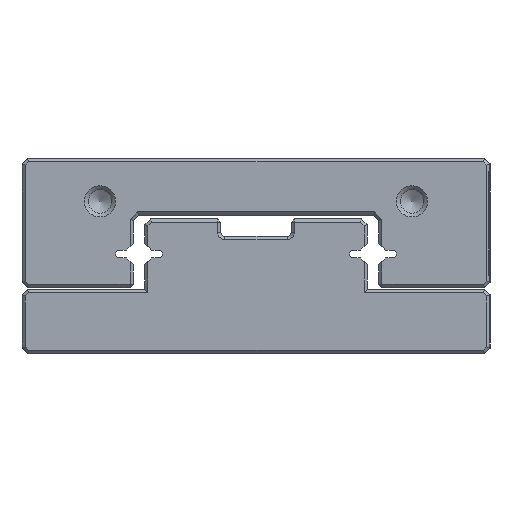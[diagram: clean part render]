
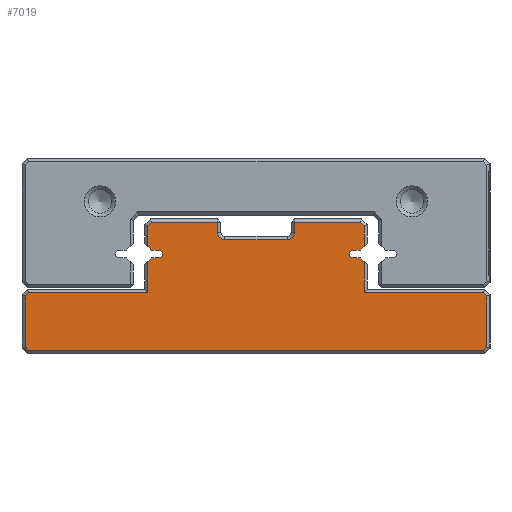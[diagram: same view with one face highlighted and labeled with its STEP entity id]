
A CAD part, left-side view. The second image highlights one B-rep face of the part: STEP entity #7019.
In plain terms, the highlighted planar face has unit normal (-1, 0, 0).
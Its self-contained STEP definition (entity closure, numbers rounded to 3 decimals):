
#6409=CIRCLE('',#34631,0.5);
#6415=CIRCLE('',#34651,0.5);
#6423=CIRCLE('',#34665,0.9);
#6424=CIRCLE('',#34666,0.9);
#7019=ADVANCED_FACE('',(#10128),#8875,.T.);
#8875=PLANE('',#34667);
#10128=FACE_OUTER_BOUND('',#11448,.T.);
#11448=EDGE_LOOP('',(#14225,#14226,#14227,#14228,#14229,#14230,#14231,#14232,
#14233,#14234,#14235,#14236,#14237,#14238,#14239,#14240,#14241,#14242,#14243,
#14244,#14245,#14246,#14247,#14248,#14249,#14250,#14251,#14252,#14253,#14254,
#14255,#14256));
#14225=ORIENTED_EDGE('',*,*,#24844,.F.);
#14226=ORIENTED_EDGE('',*,*,#24892,.T.);
#14227=ORIENTED_EDGE('',*,*,#24893,.T.);
#14228=ORIENTED_EDGE('',*,*,#24894,.T.);
#14229=ORIENTED_EDGE('',*,*,#24895,.T.);
#14230=ORIENTED_EDGE('',*,*,#24896,.T.);
#14231=ORIENTED_EDGE('',*,*,#24897,.T.);
#14232=ORIENTED_EDGE('',*,*,#24898,.T.);
#14233=ORIENTED_EDGE('',*,*,#24899,.T.);
#14234=ORIENTED_EDGE('',*,*,#24900,.T.);
#14235=ORIENTED_EDGE('',*,*,#24901,.T.);
#14236=ORIENTED_EDGE('',*,*,#24902,.T.);
#14237=ORIENTED_EDGE('',*,*,#24808,.F.);
#14238=ORIENTED_EDGE('',*,*,#24802,.F.);
#14239=ORIENTED_EDGE('',*,*,#24799,.F.);
#14240=ORIENTED_EDGE('',*,*,#24796,.F.);
#14241=ORIENTED_EDGE('',*,*,#24794,.F.);
#14242=ORIENTED_EDGE('',*,*,#24903,.T.);
#14243=ORIENTED_EDGE('',*,*,#24904,.T.);
#14244=ORIENTED_EDGE('',*,*,#24905,.T.);
#14245=ORIENTED_EDGE('',*,*,#24906,.T.);
#14246=ORIENTED_EDGE('',*,*,#24907,.T.);
#14247=ORIENTED_EDGE('',*,*,#24908,.T.);
#14248=ORIENTED_EDGE('',*,*,#24909,.T.);
#14249=ORIENTED_EDGE('',*,*,#24910,.T.);
#14250=ORIENTED_EDGE('',*,*,#24911,.T.);
#14251=ORIENTED_EDGE('',*,*,#24912,.T.);
#14252=ORIENTED_EDGE('',*,*,#24913,.T.);
#14253=ORIENTED_EDGE('',*,*,#24858,.F.);
#14254=ORIENTED_EDGE('',*,*,#24852,.F.);
#14255=ORIENTED_EDGE('',*,*,#24849,.F.);
#14256=ORIENTED_EDGE('',*,*,#24846,.F.);
#21983=VERTEX_POINT('',#44601);
#21984=VERTEX_POINT('',#44603);
#21985=VERTEX_POINT('',#44607);
#21987=VERTEX_POINT('',#44613);
#21989=VERTEX_POINT('',#44619);
#21994=VERTEX_POINT('',#44631);
#22023=VERTEX_POINT('',#44705);
#22024=VERTEX_POINT('',#44707);
#22025=VERTEX_POINT('',#44711);
#22027=VERTEX_POINT('',#44717);
#22029=VERTEX_POINT('',#44723);
#22034=VERTEX_POINT('',#44735);
#22063=VERTEX_POINT('',#44802);
#22064=VERTEX_POINT('',#44804);
#22065=VERTEX_POINT('',#44806);
#22066=VERTEX_POINT('',#44808);
#22067=VERTEX_POINT('',#44810);
#22068=VERTEX_POINT('',#44812);
#22069=VERTEX_POINT('',#44814);
#22070=VERTEX_POINT('',#44816);
#22071=VERTEX_POINT('',#44818);
#22072=VERTEX_POINT('',#44820);
#22073=VERTEX_POINT('',#44823);
#22074=VERTEX_POINT('',#44825);
#22075=VERTEX_POINT('',#44827);
#22076=VERTEX_POINT('',#44829);
#22077=VERTEX_POINT('',#44831);
#22078=VERTEX_POINT('',#44833);
#22079=VERTEX_POINT('',#44835);
#22080=VERTEX_POINT('',#44837);
#22081=VERTEX_POINT('',#44839);
#22082=VERTEX_POINT('',#44841);
#24794=EDGE_CURVE('',#21983,#21984,#28691,.T.);
#24796=EDGE_CURVE('',#21984,#21985,#28693,.T.);
#24799=EDGE_CURVE('',#21985,#21987,#6409,.T.);
#24802=EDGE_CURVE('',#21987,#21989,#28697,.T.);
#24808=EDGE_CURVE('',#21989,#21994,#28703,.T.);
#24844=EDGE_CURVE('',#22023,#22024,#28735,.T.);
#24846=EDGE_CURVE('',#22024,#22025,#28737,.T.);
#24849=EDGE_CURVE('',#22025,#22027,#6415,.T.);
#24852=EDGE_CURVE('',#22027,#22029,#28741,.T.);
#24858=EDGE_CURVE('',#22029,#22034,#28747,.T.);
#24892=EDGE_CURVE('',#22023,#22063,#28775,.T.);
#24893=EDGE_CURVE('',#22063,#22064,#28776,.T.);
#24894=EDGE_CURVE('',#22064,#22065,#28777,.T.);
#24895=EDGE_CURVE('',#22065,#22066,#28778,.T.);
#24896=EDGE_CURVE('',#22066,#22067,#6423,.T.);
#24897=EDGE_CURVE('',#22067,#22068,#28779,.T.);
#24898=EDGE_CURVE('',#22068,#22069,#6424,.T.);
#24899=EDGE_CURVE('',#22069,#22070,#28780,.T.);
#24900=EDGE_CURVE('',#22070,#22071,#28781,.T.);
#24901=EDGE_CURVE('',#22071,#22072,#28782,.T.);
#24902=EDGE_CURVE('',#22072,#21994,#28783,.T.);
#24903=EDGE_CURVE('',#21983,#22073,#28784,.T.);
#24904=EDGE_CURVE('',#22073,#22074,#28785,.T.);
#24905=EDGE_CURVE('',#22074,#22075,#28786,.T.);
#24906=EDGE_CURVE('',#22075,#22076,#28787,.T.);
#24907=EDGE_CURVE('',#22076,#22077,#28788,.T.);
#24908=EDGE_CURVE('',#22077,#22078,#28789,.T.);
#24909=EDGE_CURVE('',#22078,#22079,#28790,.T.);
#24910=EDGE_CURVE('',#22079,#22080,#28791,.T.);
#24911=EDGE_CURVE('',#22080,#22081,#28792,.T.);
#24912=EDGE_CURVE('',#22081,#22082,#28793,.T.);
#24913=EDGE_CURVE('',#22082,#22034,#28794,.T.);
#28691=LINE('',#44602,#31645);
#28693=LINE('',#44606,#31647);
#28697=LINE('',#44618,#31651);
#28703=LINE('',#44630,#31657);
#28735=LINE('',#44706,#31689);
#28737=LINE('',#44710,#31691);
#28741=LINE('',#44722,#31695);
#28747=LINE('',#44734,#31701);
#28775=LINE('',#44801,#31729);
#28776=LINE('',#44803,#31730);
#28777=LINE('',#44805,#31731);
#28778=LINE('',#44807,#31732);
#28779=LINE('',#44811,#31733);
#28780=LINE('',#44815,#31734);
#28781=LINE('',#44817,#31735);
#28782=LINE('',#44819,#31736);
#28783=LINE('',#44821,#31737);
#28784=LINE('',#44822,#31738);
#28785=LINE('',#44824,#31739);
#28786=LINE('',#44826,#31740);
#28787=LINE('',#44828,#31741);
#28788=LINE('',#44830,#31742);
#28789=LINE('',#44832,#31743);
#28790=LINE('',#44834,#31744);
#28791=LINE('',#44836,#31745);
#28792=LINE('',#44838,#31746);
#28793=LINE('',#44840,#31747);
#28794=LINE('',#44842,#31748);
#31645=VECTOR('',#37013,1.);
#31647=VECTOR('',#37017,1.);
#31651=VECTOR('',#37029,1.);
#31657=VECTOR('',#37037,1.);
#31689=VECTOR('',#37097,1.);
#31691=VECTOR('',#37101,1.);
#31695=VECTOR('',#37113,1.);
#31701=VECTOR('',#37121,1.);
#31729=VECTOR('',#37169,1.);
#31730=VECTOR('',#37170,1.);
#31731=VECTOR('',#37171,1.);
#31732=VECTOR('',#37172,1.);
#31733=VECTOR('',#37175,1.);
#31734=VECTOR('',#37178,1.);
#31735=VECTOR('',#37179,1.);
#31736=VECTOR('',#37180,1.);
#31737=VECTOR('',#37181,1.);
#31738=VECTOR('',#37182,1.);
#31739=VECTOR('',#37183,1.);
#31740=VECTOR('',#37184,1.);
#31741=VECTOR('',#37185,1.);
#31742=VECTOR('',#37186,1.);
#31743=VECTOR('',#37187,1.);
#31744=VECTOR('',#37188,1.);
#31745=VECTOR('',#37189,1.);
#31746=VECTOR('',#37190,1.);
#31747=VECTOR('',#37191,1.);
#31748=VECTOR('',#37192,1.);
#34631=AXIS2_PLACEMENT_3D('',#44612,#37022,#37023);
#34651=AXIS2_PLACEMENT_3D('',#44716,#37106,#37107);
#34665=AXIS2_PLACEMENT_3D('',#44809,#37173,#37174);
#34666=AXIS2_PLACEMENT_3D('',#44813,#37176,#37177);
#34667=AXIS2_PLACEMENT_3D('',#44843,#37193,#37194);
#37013=DIRECTION('',(0.,-0.707,0.707));
#37017=DIRECTION('',(0.,-1.,0.));
#37022=DIRECTION('',(-1.,0.,0.));
#37023=DIRECTION('',(0.,1.,0.));
#37029=DIRECTION('',(0.,1.,0.));
#37037=DIRECTION('',(0.,0.707,0.707));
#37097=DIRECTION('',(0.,0.707,-0.707));
#37101=DIRECTION('',(0.,1.,0.));
#37106=DIRECTION('',(-1.,0.,0.));
#37107=DIRECTION('',(0.,1.,0.));
#37113=DIRECTION('',(0.,-1.,0.));
#37121=DIRECTION('',(0.,-0.707,-0.707));
#37169=DIRECTION('',(0.,0.,1.));
#37170=DIRECTION('',(0.,0.707,0.707));
#37171=DIRECTION('',(0.,1.,0.));
#37172=DIRECTION('',(0.,0.,-1.));
#37173=DIRECTION('',(1.,0.,0.));
#37174=DIRECTION('',(0.,0.,1.));
#37175=DIRECTION('',(0.,1.,0.));
#37176=DIRECTION('',(1.,0.,0.));
#37177=DIRECTION('',(0.,0.,1.));
#37178=DIRECTION('',(0.,0.,1.));
#37179=DIRECTION('',(0.,1.,0.));
#37180=DIRECTION('',(0.,0.707,-0.707));
#37181=DIRECTION('',(0.,0.,-1.));
#37182=DIRECTION('',(0.,0.,-1.));
#37183=DIRECTION('',(0.,1.,0.));
#37184=DIRECTION('',(0.,0.707,-0.707));
#37185=DIRECTION('',(0.,0.,-1.));
#37186=DIRECTION('',(0.,-0.707,-0.707));
#37187=DIRECTION('',(0.,-1.,0.));
#37188=DIRECTION('',(0.,-0.707,0.707));
#37189=DIRECTION('',(0.,0.,1.));
#37190=DIRECTION('',(0.,0.707,0.707));
#37191=DIRECTION('',(0.,1.,0.));
#37192=DIRECTION('',(0.,0.,1.));
#37193=DIRECTION('',(-1.,0.,0.));
#37194=DIRECTION('',(0.,0.,-1.));
#44601=CARTESIAN_POINT('',(80.,43.85,11.779));
#44602=CARTESIAN_POINT('',(80.,44.25,11.379));
#44603=CARTESIAN_POINT('',(80.,43.379,12.25));
#44606=CARTESIAN_POINT('',(80.,43.379,12.25));
#44607=CARTESIAN_POINT('',(80.,42.5,12.25));
#44612=CARTESIAN_POINT('',(80.,42.5,12.75));
#44613=CARTESIAN_POINT('',(80.,42.5,13.25));
#44618=CARTESIAN_POINT('',(80.,42.5,13.25));
#44619=CARTESIAN_POINT('',(80.,43.379,13.25));
#44630=CARTESIAN_POINT('',(80.,43.379,13.25));
#44631=CARTESIAN_POINT('',(80.,43.85,13.721));
#44705=CARTESIAN_POINT('',(80.,16.15,13.721));
#44706=CARTESIAN_POINT('',(80.,15.75,14.121));
#44707=CARTESIAN_POINT('',(80.,16.621,13.25));
#44710=CARTESIAN_POINT('',(80.,16.621,13.25));
#44711=CARTESIAN_POINT('',(80.,17.5,13.25));
#44716=CARTESIAN_POINT('',(80.,17.5,12.75));
#44717=CARTESIAN_POINT('',(80.,17.5,12.25));
#44722=CARTESIAN_POINT('',(80.,17.5,12.25));
#44723=CARTESIAN_POINT('',(80.,16.621,12.25));
#44734=CARTESIAN_POINT('',(80.,16.621,12.25));
#44735=CARTESIAN_POINT('',(80.,16.15,11.779));
#44801=CARTESIAN_POINT('',(80.,16.15,16.55));
#44802=CARTESIAN_POINT('',(80.,16.15,16.384));
#44803=CARTESIAN_POINT('',(80.,27.508,27.742));
#44804=CARTESIAN_POINT('',(80.,16.616,16.85));
#44805=CARTESIAN_POINT('',(80.,25.5,16.85));
#44806=CARTESIAN_POINT('',(80.,25.1,16.85));
#44807=CARTESIAN_POINT('',(80.,25.1,15.5));
#44808=CARTESIAN_POINT('',(80.,25.1,15.5));
#44809=CARTESIAN_POINT('',(80.,26.,15.5));
#44810=CARTESIAN_POINT('',(80.,26.,14.6));
#44811=CARTESIAN_POINT('',(80.,34.,14.6));
#44812=CARTESIAN_POINT('',(80.,34.,14.6));
#44813=CARTESIAN_POINT('',(80.,34.,15.5));
#44814=CARTESIAN_POINT('',(80.,34.9,15.5));
#44815=CARTESIAN_POINT('',(80.,34.9,17.25));
#44816=CARTESIAN_POINT('',(80.,34.9,16.85));
#44817=CARTESIAN_POINT('',(80.,43.55,16.85));
#44818=CARTESIAN_POINT('',(80.,43.384,16.85));
#44819=CARTESIAN_POINT('',(80.,44.992,15.242));
#44820=CARTESIAN_POINT('',(80.,43.85,16.384));
#44821=CARTESIAN_POINT('',(80.,43.85,14.121));
#44822=CARTESIAN_POINT('',(80.,43.85,8.25));
#44823=CARTESIAN_POINT('',(80.,43.85,7.85));
#44824=CARTESIAN_POINT('',(80.,59.3,7.85));
#44825=CARTESIAN_POINT('',(80.,59.134,7.85));
#44826=CARTESIAN_POINT('',(80.,48.367,18.617));
#44827=CARTESIAN_POINT('',(80.,59.6,7.384));
#44828=CARTESIAN_POINT('',(80.,59.6,0.7));
#44829=CARTESIAN_POINT('',(80.,59.6,0.866));
#44830=CARTESIAN_POINT('',(80.,56.992,-1.742));
#44831=CARTESIAN_POINT('',(80.,59.134,0.4));
#44832=CARTESIAN_POINT('',(80.,0.7,0.4));
#44833=CARTESIAN_POINT('',(80.,0.866,0.4));
#44834=CARTESIAN_POINT('',(80.,15.508,-14.242));
#44835=CARTESIAN_POINT('',(80.,0.4,0.866));
#44836=CARTESIAN_POINT('',(80.,0.4,7.55));
#44837=CARTESIAN_POINT('',(80.,0.4,7.384));
#44838=CARTESIAN_POINT('',(80.,24.133,31.117));
#44839=CARTESIAN_POINT('',(80.,0.866,7.85));
#44840=CARTESIAN_POINT('',(80.,15.75,7.85));
#44841=CARTESIAN_POINT('',(80.,16.15,7.85));
#44842=CARTESIAN_POINT('',(80.,16.15,11.379));
#44843=CARTESIAN_POINT('',(80.,42.5,12.75));
